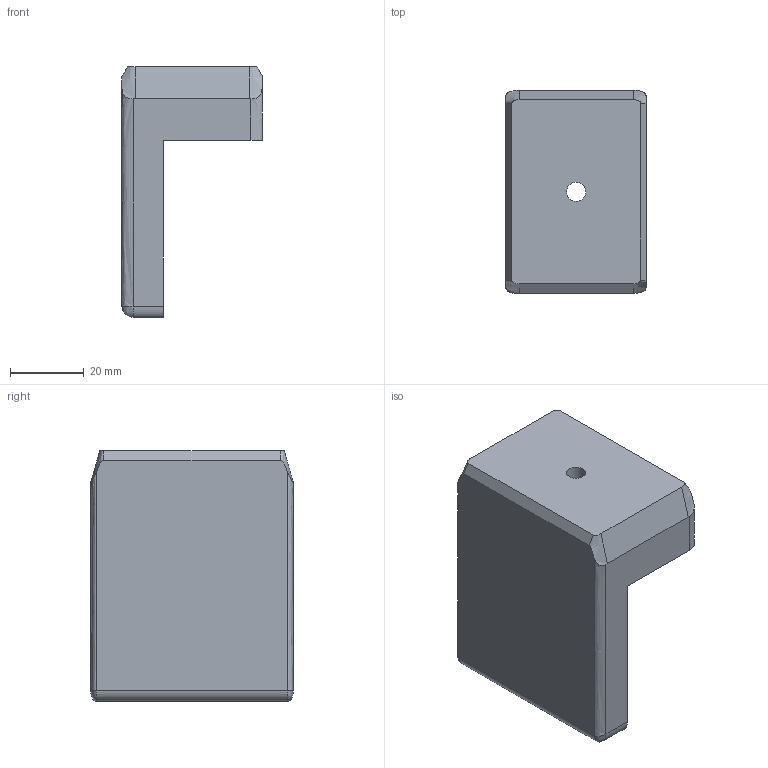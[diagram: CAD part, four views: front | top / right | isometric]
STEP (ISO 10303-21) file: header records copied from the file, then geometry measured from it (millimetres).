
FILE_DESCRIPTION(/* description */ ('STEP AP214'),/* implementation_level */ '2;1');
FILE_NAME(/* name */ 'TopDeckGlassMount.step',/* time_stamp */ '2025-10-12T02:43:25+02:00',/* author */ (''),/* organization */ (''),/* preprocessor_version */ 'ST-DEVELOPER v20.1',/* originating_system */ 'Autodesk Translation Framework v14.17.0.0',/* authorisation */ '');
FILE_SCHEMA (('AUTOMOTIVE_DESIGN { 1 0 10303 214 3 1 1 }'));
Length unit declared in the file: millimetre
Products named in the file (1): MP4802-0000 500³ß´ç3D´òÓ¡
»ú V8 3d printer
Bounding box: 38 x 55 x 68 mm (x, y, z)
Volume: 69484.7 mm3; surface area: 14017.9 mm2
Topology: 1 solids, 1 shells, 33 faces, 84 edges, 54 vertices
Faces by surface type: plane 19, bspline 12, cylinder 2
Full cylindrical faces by diameter (mm): 5.2 x1
Entity records: 1227 total; most frequent: CARTESIAN_POINT 362, ORIENTED_EDGE 168, DIRECTION 132, EDGE_CURVE 84, LINE 56, VECTOR 56, VERTEX_POINT 54, AXIS2_PLACEMENT_3D 38
